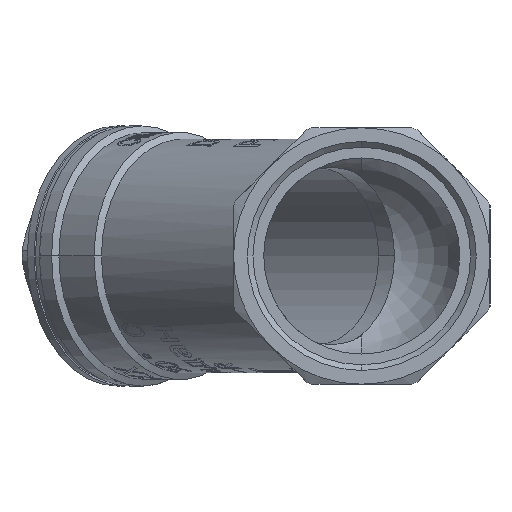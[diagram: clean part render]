
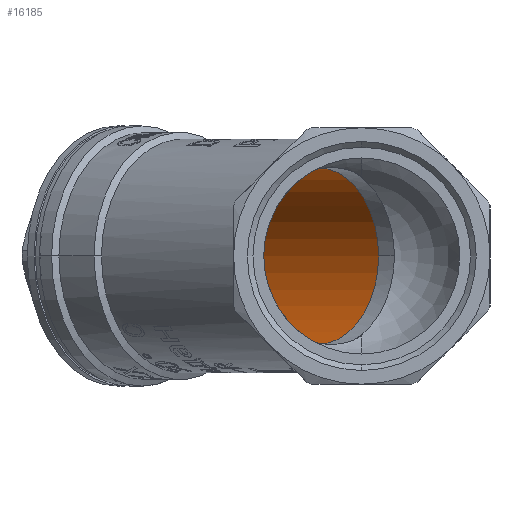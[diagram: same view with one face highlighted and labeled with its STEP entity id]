
A CAD part, left-side view. The second image highlights one B-rep face of the part: STEP entity #16185.
In plain terms, the highlighted cylindrical face has radius 26.3 mm (diameter 52.6 mm), a partial arc.
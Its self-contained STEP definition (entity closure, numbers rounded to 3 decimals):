
#1260 = CARTESIAN_POINT ( 'NONE',  ( 0., 0., -26.3 ) ) ;
#1332 = CYLINDRICAL_SURFACE ( 'NONE', #11792, 26.3 ) ;
#2140 = FACE_OUTER_BOUND ( 'NONE', #52477, .T. ) ;
#6429 = AXIS2_PLACEMENT_3D ( 'NONE', #15154, #14696, #14614 ) ;
#8018 = DIRECTION ( 'NONE',  ( 0., -1., 0. ) ) ;
#9363 = DIRECTION ( 'NONE',  ( 0., -1., 0. ) ) ;
#10943 = EDGE_CURVE ( 'NONE', #26653, #19739, #16086, .T. ) ;
#11678 = CARTESIAN_POINT ( 'NONE',  ( 0., 0., 26.3 ) ) ;
#11792 = AXIS2_PLACEMENT_3D ( 'NONE', #56229, #9363, #19706 ) ;
#12027 = DIRECTION ( 'NONE',  ( 0., -1., 0. ) ) ;
#14614 = DIRECTION ( 'NONE',  ( 0., 0., 1. ) ) ;
#14696 = DIRECTION ( 'NONE',  ( 0., 1., 0. ) ) ;
#15154 = CARTESIAN_POINT ( 'NONE',  ( 0., 68., 0. ) ) ;
#16086 = CIRCLE ( 'NONE', #6429, 26.3 ) ;
#16185 = ADVANCED_FACE ( 'NONE', ( #2140 ), #1332, .F. ) ;
#17676 = VECTOR ( 'NONE', #12027, 1000. ) ;
#17691 = LINE ( 'NONE', #64186, #17676 ) ;
#18358 = AXIS2_PLACEMENT_3D ( 'NONE', #53688, #22445, #58931 ) ;
#18977 = EDGE_CURVE ( 'NONE', #19739, #51031, #26117, .T. ) ;
#19706 = DIRECTION ( 'NONE',  ( 0., 0., -1. ) ) ;
#19739 = VERTEX_POINT ( 'NONE', #65428 ) ;
#22352 = VERTEX_POINT ( 'NONE', #11678 ) ;
#22445 = DIRECTION ( 'NONE',  ( 0., 1., 0. ) ) ;
#26117 = LINE ( 'NONE', #39517, #29317 ) ;
#26517 = EDGE_CURVE ( 'NONE', #26653, #22352, #17691, .T. ) ;
#26653 = VERTEX_POINT ( 'NONE', #30804 ) ;
#29317 = VECTOR ( 'NONE', #8018, 1000. ) ;
#30804 = CARTESIAN_POINT ( 'NONE',  ( 0., 68., 26.3 ) ) ;
#39074 = ORIENTED_EDGE ( 'NONE', *, *, #26517, .F. ) ;
#39517 = CARTESIAN_POINT ( 'NONE',  ( 0., 68., -26.3 ) ) ;
#40954 = ORIENTED_EDGE ( 'NONE', *, *, #10943, .T. ) ;
#41563 = ORIENTED_EDGE ( 'NONE', *, *, #18977, .T. ) ;
#41627 = ORIENTED_EDGE ( 'NONE', *, *, #44257, .F. ) ;
#44257 = EDGE_CURVE ( 'NONE', #22352, #51031, #51983, .T. ) ;
#51031 = VERTEX_POINT ( 'NONE', #1260 ) ;
#51983 = CIRCLE ( 'NONE', #18358, 26.3 ) ;
#52477 = EDGE_LOOP ( 'NONE', ( #39074, #40954, #41563, #41627 ) ) ;
#53688 = CARTESIAN_POINT ( 'NONE',  ( 0., 0., 0. ) ) ;
#56229 = CARTESIAN_POINT ( 'NONE',  ( 0., 68., 0. ) ) ;
#58931 = DIRECTION ( 'NONE',  ( 0., 0., 1. ) ) ;
#64186 = CARTESIAN_POINT ( 'NONE',  ( 0., 68., 26.3 ) ) ;
#65428 = CARTESIAN_POINT ( 'NONE',  ( 0., 68., -26.3 ) ) ;
